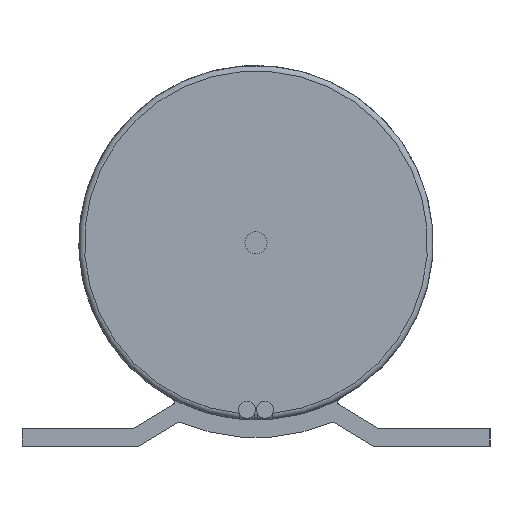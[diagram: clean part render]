
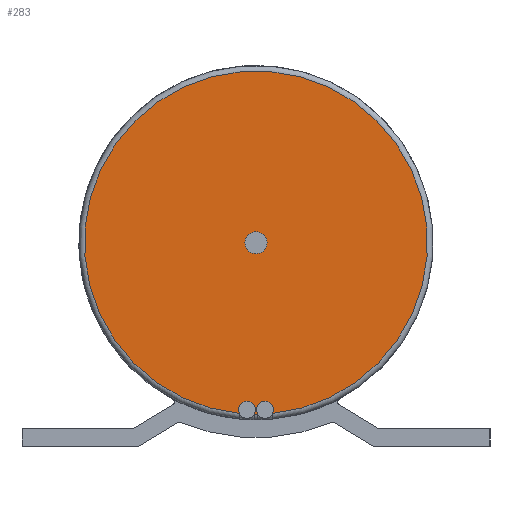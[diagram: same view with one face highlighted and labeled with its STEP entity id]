
A CAD part, left-side view. The second image highlights one B-rep face of the part: STEP entity #283.
In plain terms, the highlighted planar face has unit normal (-1, 0, 0).
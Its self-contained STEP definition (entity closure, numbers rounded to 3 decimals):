
#283 = ADVANCED_FACE( '', ( #548, #549 ), #550, .T. );
#548 = FACE_OUTER_BOUND( '', #1013, .T. );
#549 = FACE_BOUND( '', #1014, .T. );
#550 = PLANE( '', #1015 );
#1013 = EDGE_LOOP( '', ( #1581, #1582, #1583, #1584 ) );
#1014 = EDGE_LOOP( '', ( #1585 ) );
#1015 = AXIS2_PLACEMENT_3D( '', #1586, #1587, #1588 );
#1581 = ORIENTED_EDGE( '', *, *, #2147, .F. );
#1582 = ORIENTED_EDGE( '', *, *, #2070, .T. );
#1583 = ORIENTED_EDGE( '', *, *, #2148, .F. );
#1584 = ORIENTED_EDGE( '', *, *, #2047, .T. );
#1585 = ORIENTED_EDGE( '', *, *, #2149, .F. );
#1586 = CARTESIAN_POINT( '', ( 0., 0., 1. ) );
#1587 = DIRECTION( '', ( -1., 0., 0. ) );
#1588 = DIRECTION( '', ( 0., 0., 1. ) );
#2047 = EDGE_CURVE( '', #2306, #2311, #2313, .T. );
#2070 = EDGE_CURVE( '', #2331, #2350, #2352, .T. );
#2147 = EDGE_CURVE( '', #2331, #2311, #2476, .T. );
#2148 = EDGE_CURVE( '', #2306, #2350, #2477, .T. );
#2149 = EDGE_CURVE( '', #2478, #2478, #2479, .T. );
#2306 = VERTEX_POINT( '', #2688 );
#2311 = VERTEX_POINT( '', #2693 );
#2313 = CIRCLE( '', #2695, 15.4 );
#2331 = VERTEX_POINT( '', #2764 );
#2350 = VERTEX_POINT( '', #2787 );
#2352 = CIRCLE( '', #2789, 15.4 );
#2476 = CIRCLE( '', #3038, 0.75 );
#2477 = CIRCLE( '', #3039, 0.75 );
#2478 = VERTEX_POINT( '', #3040 );
#2479 = CIRCLE( '', #3041, 1. );
#2688 = CARTESIAN_POINT( '', ( 0., -1.474, -15.329 ) );
#2693 = CARTESIAN_POINT( '', ( 0., 1.474, -15.329 ) );
#2695 = AXIS2_PLACEMENT_3D( '', #3341, #3342, #3343 );
#2764 = CARTESIAN_POINT( '', ( 0., 0.165, -15.399 ) );
#2787 = CARTESIAN_POINT( '', ( 0., -0.165, -15.399 ) );
#2789 = AXIS2_PLACEMENT_3D( '', #3373, #3374, #3375 );
#3038 = AXIS2_PLACEMENT_3D( '', #3489, #3490, #3491 );
#3039 = AXIS2_PLACEMENT_3D( '', #3492, #3493, #3494 );
#3040 = CARTESIAN_POINT( '', ( 0., 0., 1. ) );
#3041 = AXIS2_PLACEMENT_3D( '', #3495, #3496, #3497 );
#3341 = CARTESIAN_POINT( '', ( 0., 0., 0. ) );
#3342 = DIRECTION( '', ( -1., 0., 0. ) );
#3343 = DIRECTION( '', ( 0., 0., 1. ) );
#3373 = CARTESIAN_POINT( '', ( 0., 0., 0. ) );
#3374 = DIRECTION( '', ( -1., 0., 0. ) );
#3375 = DIRECTION( '', ( 0., 0., 1. ) );
#3489 = CARTESIAN_POINT( '', ( 0., 0.8, -15. ) );
#3490 = DIRECTION( '', ( -1., 0., 0. ) );
#3491 = DIRECTION( '', ( 0., 0., 1. ) );
#3492 = CARTESIAN_POINT( '', ( 0., -0.8, -15. ) );
#3493 = DIRECTION( '', ( -1., 0., 0. ) );
#3494 = DIRECTION( '', ( 0., 0., 1. ) );
#3495 = CARTESIAN_POINT( '', ( 0., 0., 0. ) );
#3496 = DIRECTION( '', ( -1., 0., 0. ) );
#3497 = DIRECTION( '', ( 0., 0., 1. ) );
